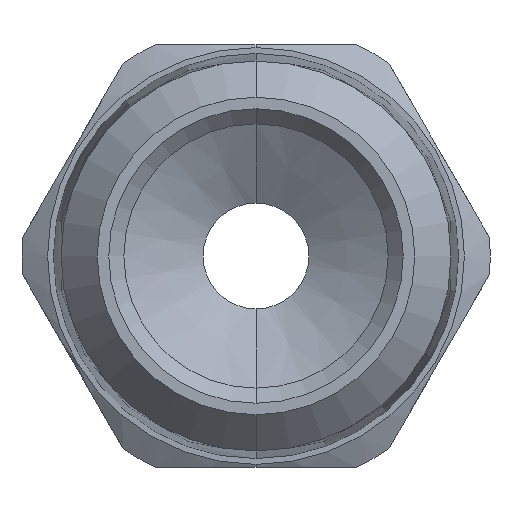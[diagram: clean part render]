
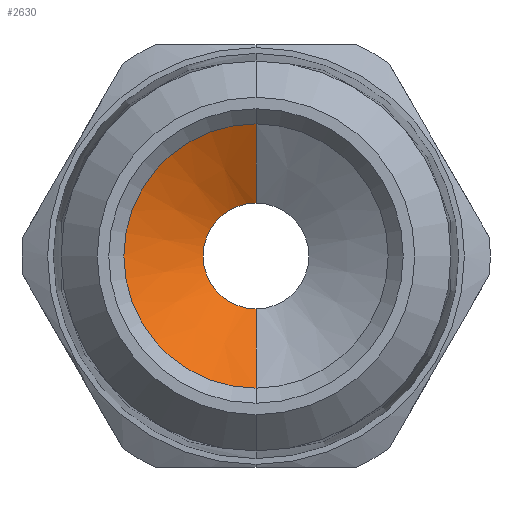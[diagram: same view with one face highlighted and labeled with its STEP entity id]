
A CAD part, front view. The second image highlights one B-rep face of the part: STEP entity #2630.
In plain terms, the highlighted conical face has half-angle 60 degrees and reference radius 4.375 mm.
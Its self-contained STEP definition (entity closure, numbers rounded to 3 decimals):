
#23 = AXIS2_PLACEMENT_3D ( 'NONE', #2061, #2808, #2281 ) ;
#160 = CARTESIAN_POINT ( 'NONE',  ( 0., -14.3, 4.375 ) ) ;
#254 = DIRECTION ( 'NONE',  ( 0., -1., 0. ) ) ;
#277 = AXIS2_PLACEMENT_3D ( 'NONE', #1943, #1430, #1663 ) ;
#289 = VERTEX_POINT ( 'NONE', #1944 ) ;
#292 = CIRCLE ( 'NONE', #23, 1.75 ) ;
#364 = DIRECTION ( 'NONE',  ( 0., 0., -1. ) ) ;
#367 = FACE_OUTER_BOUND ( 'NONE', #865, .T. ) ;
#448 = DIRECTION ( 'NONE',  ( 0., -1., 0. ) ) ;
#466 = ORIENTED_EDGE ( 'NONE', *, *, #1991, .F. ) ;
#512 = VERTEX_POINT ( 'NONE', #1407 ) ;
#694 = VECTOR ( 'NONE', #2348, 1000. ) ;
#696 = DIRECTION ( 'NONE',  ( 0., -0.5, 0.866 ) ) ;
#731 = CARTESIAN_POINT ( 'NONE',  ( 0., -14.3, -4.375 ) ) ;
#797 = VERTEX_POINT ( 'NONE', #160 ) ;
#865 = EDGE_LOOP ( 'NONE', ( #466, #2385, #1635, #2162, #2389 ) ) ;
#902 = CARTESIAN_POINT ( 'NONE',  ( 0., -12.784, -1.75 ) ) ;
#1166 = CARTESIAN_POINT ( 'NONE',  ( 0., -14.3, 4.375 ) ) ;
#1218 = VECTOR ( 'NONE', #696, 1000. ) ;
#1221 = AXIS2_PLACEMENT_3D ( 'NONE', #1782, #448, #364 ) ;
#1399 = CARTESIAN_POINT ( 'NONE',  ( 0., -12.784, 1.75 ) ) ;
#1407 = CARTESIAN_POINT ( 'NONE',  ( 0., -14.3, -4.375 ) ) ;
#1430 = DIRECTION ( 'NONE',  ( 0., -1., 0. ) ) ;
#1510 = CIRCLE ( 'NONE', #277, 1.75 ) ;
#1544 = EDGE_CURVE ( 'NONE', #289, #2023, #1510, .T. ) ;
#1613 = CIRCLE ( 'NONE', #3055, 4.375 ) ;
#1635 = ORIENTED_EDGE ( 'NONE', *, *, #2031, .T. ) ;
#1659 = DIRECTION ( 'NONE',  ( 0., 0., -1. ) ) ;
#1663 = DIRECTION ( 'NONE',  ( 0., 0., -1. ) ) ;
#1782 = CARTESIAN_POINT ( 'NONE',  ( 0., -14.3, 0. ) ) ;
#1891 = LINE ( 'NONE', #1166, #1218 ) ;
#1943 = CARTESIAN_POINT ( 'NONE',  ( 0., -12.784, 0. ) ) ;
#1944 = CARTESIAN_POINT ( 'NONE',  ( -1.75, -12.784, 0. ) ) ;
#1991 = EDGE_CURVE ( 'NONE', #2170, #289, #292, .T. ) ;
#2023 = VERTEX_POINT ( 'NONE', #902 ) ;
#2031 = EDGE_CURVE ( 'NONE', #797, #512, #1613, .T. ) ;
#2054 = CONICAL_SURFACE ( 'NONE', #1221, 4.375, 1.047 ) ;
#2061 = CARTESIAN_POINT ( 'NONE',  ( 0., -12.784, 0. ) ) ;
#2162 = ORIENTED_EDGE ( 'NONE', *, *, #2514, .F. ) ;
#2170 = VERTEX_POINT ( 'NONE', #1399 ) ;
#2281 = DIRECTION ( 'NONE',  ( 0., 0., -1. ) ) ;
#2348 = DIRECTION ( 'NONE',  ( 0., -0.5, -0.866 ) ) ;
#2385 = ORIENTED_EDGE ( 'NONE', *, *, #3084, .T. ) ;
#2389 = ORIENTED_EDGE ( 'NONE', *, *, #1544, .F. ) ;
#2514 = EDGE_CURVE ( 'NONE', #2023, #512, #2515, .T. ) ;
#2515 = LINE ( 'NONE', #731, #694 ) ;
#2573 = CARTESIAN_POINT ( 'NONE',  ( 0., -14.3, 0. ) ) ;
#2630 = ADVANCED_FACE ( 'NONE', ( #367 ), #2054, .F. ) ;
#2808 = DIRECTION ( 'NONE',  ( 0., -1., 0. ) ) ;
#3055 = AXIS2_PLACEMENT_3D ( 'NONE', #2573, #254, #1659 ) ;
#3084 = EDGE_CURVE ( 'NONE', #2170, #797, #1891, .T. ) ;
